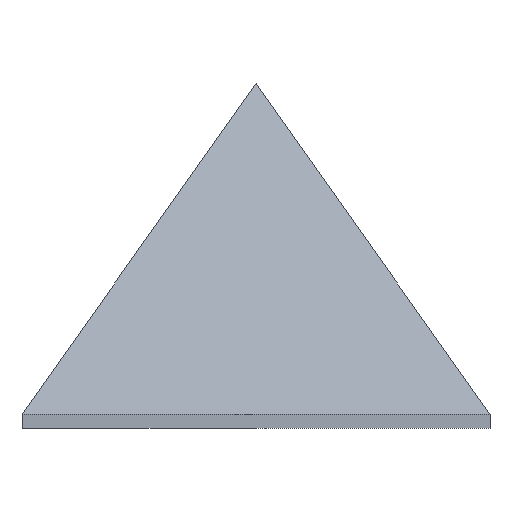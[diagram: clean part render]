
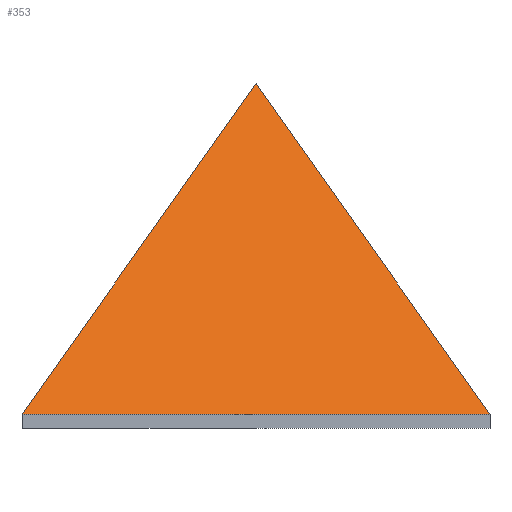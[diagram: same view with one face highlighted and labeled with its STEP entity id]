
A CAD part, left-side view. The second image highlights one B-rep face of the part: STEP entity #353.
In plain terms, the highlighted planar face has unit normal (-0.816, 0, 0.578).
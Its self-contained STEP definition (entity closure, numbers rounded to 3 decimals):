
#44 = PLANE('',#45);
#45 = AXIS2_PLACEMENT_3D('',#46,#47,#48);
#46 = CARTESIAN_POINT('',(-3.304,3.304,0.2));
#47 = DIRECTION('',(1.,0.,0.));
#48 = DIRECTION('',(0.,0.,-1.));
#141 = EDGE_CURVE('',#142,#144,#146,.T.);
#142 = VERTEX_POINT('',#143);
#143 = CARTESIAN_POINT('',(-3.304,3.304,0.2));
#144 = VERTEX_POINT('',#145);
#145 = CARTESIAN_POINT('',(-3.304,-3.304,0.2));
#146 = SURFACE_CURVE('',#147,(#151,#158),.PCURVE_S1.);
#147 = LINE('',#148,#149);
#148 = CARTESIAN_POINT('',(-3.304,3.304,0.2));
#149 = VECTOR('',#150,1.);
#150 = DIRECTION('',(0.,-1.,0.));
#151 = PCURVE('',#44,#152);
#152 = DEFINITIONAL_REPRESENTATION('',(#153),#157);
#153 = LINE('',#154,#155);
#154 = CARTESIAN_POINT('',(0.,0.));
#155 = VECTOR('',#156,1.);
#156 = DIRECTION('',(-0.,-1.));
#157 = ( GEOMETRIC_REPRESENTATION_CONTEXT(2) 
PARAMETRIC_REPRESENTATION_CONTEXT() REPRESENTATION_CONTEXT('2D SPACE',''
  ) );
#158 = PCURVE('',#159,#164);
#159 = PLANE('',#160);
#160 = AXIS2_PLACEMENT_3D('',#161,#162,#163);
#161 = CARTESIAN_POINT('',(0.,3.304,4.87));
#162 = DIRECTION('',(0.816,0.,-0.578));
#163 = DIRECTION('',(-0.578,0.,-0.816));
#164 = DEFINITIONAL_REPRESENTATION('',(#165),#169);
#165 = LINE('',#166,#167);
#166 = CARTESIAN_POINT('',(5.72,0.));
#167 = VECTOR('',#168,1.);
#168 = DIRECTION('',(-0.,-1.));
#169 = ( GEOMETRIC_REPRESENTATION_CONTEXT(2) 
PARAMETRIC_REPRESENTATION_CONTEXT() REPRESENTATION_CONTEXT('2D SPACE',''
  ) );
#310 = PLANE('',#311);
#311 = AXIS2_PLACEMENT_3D('',#312,#313,#314);
#312 = CARTESIAN_POINT('',(-3.304,3.304,0.2));
#313 = DIRECTION('',(0.,-0.816,-0.578
    ));
#314 = DIRECTION('',(0.,-0.578,0.816)
  );
#342 = PLANE('',#343);
#343 = AXIS2_PLACEMENT_3D('',#344,#345,#346);
#344 = CARTESIAN_POINT('',(-3.304,0.,4.87));
#345 = DIRECTION('',(0.,0.816,-0.578)
  );
#346 = DIRECTION('',(0.,-0.578,-0.816
    ));
#353 = ADVANCED_FACE('',(#354),#159,.F.);
#354 = FACE_BOUND('',#355,.F.);
#355 = EDGE_LOOP('',(#356,#377,#396));
#356 = ORIENTED_EDGE('',*,*,#357,.F.);
#357 = EDGE_CURVE('',#358,#142,#360,.T.);
#358 = VERTEX_POINT('',#359);
#359 = CARTESIAN_POINT('',(0.,0.,4.87));
#360 = SURFACE_CURVE('',#361,(#365,#371),.PCURVE_S1.);
#361 = LINE('',#362,#363);
#362 = CARTESIAN_POINT('',(-2.065,2.065,1.951
    ));
#363 = VECTOR('',#364,1.);
#364 = DIRECTION('',(-0.5,0.5,-0.707));
#365 = PCURVE('',#159,#366);
#366 = DEFINITIONAL_REPRESENTATION('',(#367),#370);
#367 = B_SPLINE_CURVE_WITH_KNOTS('',1,(#368,#369),.UNSPECIFIED.,.F.,.F.,
  (2,2),(-4.129,2.477),.PIECEWISE_BEZIER_KNOTS.);
#368 = CARTESIAN_POINT('',(0.,-3.304));
#369 = CARTESIAN_POINT('',(5.72,0.));
#370 = ( GEOMETRIC_REPRESENTATION_CONTEXT(2) 
PARAMETRIC_REPRESENTATION_CONTEXT() REPRESENTATION_CONTEXT('2D SPACE',''
  ) );
#371 = PCURVE('',#310,#372);
#372 = DEFINITIONAL_REPRESENTATION('',(#373),#376);
#373 = B_SPLINE_CURVE_WITH_KNOTS('',1,(#374,#375),.UNSPECIFIED.,.F.,.F.,
  (2,2),(-4.129,2.477),.PIECEWISE_BEZIER_KNOTS.);
#374 = CARTESIAN_POINT('',(5.72,-3.304));
#375 = CARTESIAN_POINT('',(0.,0.));
#376 = ( GEOMETRIC_REPRESENTATION_CONTEXT(2) 
PARAMETRIC_REPRESENTATION_CONTEXT() REPRESENTATION_CONTEXT('2D SPACE',''
  ) );
#377 = ORIENTED_EDGE('',*,*,#378,.F.);
#378 = EDGE_CURVE('',#144,#358,#379,.T.);
#379 = SURFACE_CURVE('',#380,(#384,#390),.PCURVE_S1.);
#380 = LINE('',#381,#382);
#381 = CARTESIAN_POINT('',(0.,0.,4.87));
#382 = VECTOR('',#383,1.);
#383 = DIRECTION('',(0.5,0.5,0.707));
#384 = PCURVE('',#159,#385);
#385 = DEFINITIONAL_REPRESENTATION('',(#386),#389);
#386 = B_SPLINE_CURVE_WITH_KNOTS('',1,(#387,#388),.UNSPECIFIED.,.F.,.F.,
  (2,2),(-6.606,0.),.PIECEWISE_BEZIER_KNOTS.);
#387 = CARTESIAN_POINT('',(5.72,-6.607));
#388 = CARTESIAN_POINT('',(0.,-3.304));
#389 = ( GEOMETRIC_REPRESENTATION_CONTEXT(2) 
PARAMETRIC_REPRESENTATION_CONTEXT() REPRESENTATION_CONTEXT('2D SPACE',''
  ) );
#390 = PCURVE('',#342,#391);
#391 = DEFINITIONAL_REPRESENTATION('',(#392),#395);
#392 = B_SPLINE_CURVE_WITH_KNOTS('',1,(#393,#394),.UNSPECIFIED.,.F.,.F.,
  (2,2),(-6.606,0.),.PIECEWISE_BEZIER_KNOTS.);
#393 = CARTESIAN_POINT('',(5.72,0.));
#394 = CARTESIAN_POINT('',(0.,-3.304));
#395 = ( GEOMETRIC_REPRESENTATION_CONTEXT(2) 
PARAMETRIC_REPRESENTATION_CONTEXT() REPRESENTATION_CONTEXT('2D SPACE',''
  ) );
#396 = ORIENTED_EDGE('',*,*,#141,.F.);
